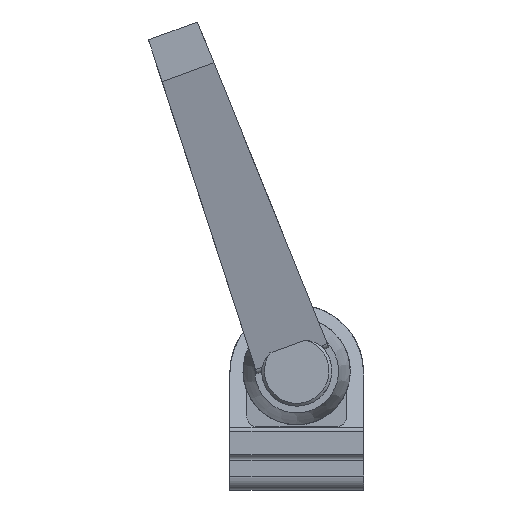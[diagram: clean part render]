
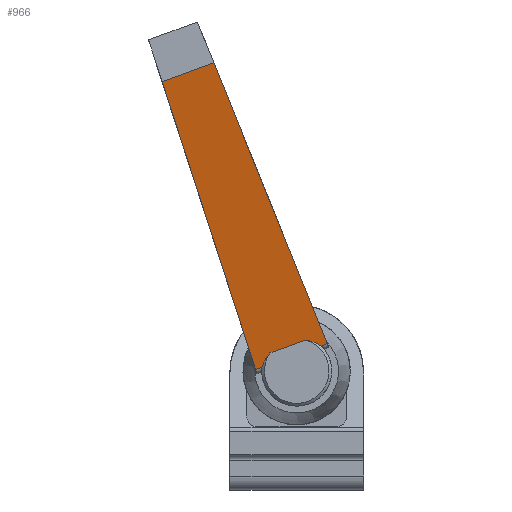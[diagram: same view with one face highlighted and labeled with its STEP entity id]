
A CAD part, top view. The second image highlights one B-rep face of the part: STEP entity #966.
In plain terms, the highlighted face is planar.
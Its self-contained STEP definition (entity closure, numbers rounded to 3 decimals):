
#966=ADVANCED_FACE('',(#1100),#1101,.F.);
#1100=FACE_OUTER_BOUND('',#1314,.T.);
#1101=PLANE('',#1315);
#1314=EDGE_LOOP('',(#1772,#1773,#1774,#1775,#1776,#1777,#1778,#1779));
#1315=AXIS2_PLACEMENT_3D('',#1780,#1781,#1782);
#1772=ORIENTED_EDGE('',*,*,#2204,.F.);
#1773=ORIENTED_EDGE('',*,*,#2203,.F.);
#1774=ORIENTED_EDGE('',*,*,#2252,.F.);
#1775=ORIENTED_EDGE('',*,*,#2297,.T.);
#1776=ORIENTED_EDGE('',*,*,#2233,.F.);
#1777=ORIENTED_EDGE('',*,*,#2272,.F.);
#1778=ORIENTED_EDGE('',*,*,#2206,.F.);
#1779=ORIENTED_EDGE('',*,*,#2209,.F.);
#1780=CARTESIAN_POINT('',(-13.0,57.1,6.91));
#1781=DIRECTION('',(0.971,0.241,0.0));
#1782=DIRECTION('',(-0.241,0.971,0.0));
#2203=EDGE_CURVE('',#2446,#2443,#2448,.T.);
#2204=EDGE_CURVE('',#2443,#2449,#2450,.F.);
#2206=EDGE_CURVE('',#2451,#2453,#2454,.F.);
#2209=EDGE_CURVE('',#2449,#2451,#2458,.T.);
#2233=EDGE_CURVE('',#2500,#2502,#2503,.T.);
#2252=EDGE_CURVE('',#2534,#2446,#2536,.T.);
#2272=EDGE_CURVE('',#2453,#2500,#2565,.T.);
#2297=EDGE_CURVE('',#2534,#2502,#2600,.T.);
#2443=VERTEX_POINT('',#2877);
#2446=VERTEX_POINT('',#2888);
#2448=LINE('',#2890,#2891);
#2449=VERTEX_POINT('',#2892);
#2450=ELLIPSE('',#2893,7.648,7.191);
#2451=VERTEX_POINT('',#2894);
#2453=VERTEX_POINT('',#2896);
#2454=ELLIPSE('',#2897,7.648,7.191);
#2458=LINE('',#2904,#2905);
#2500=VERTEX_POINT('',#2977);
#2502=VERTEX_POINT('',#2979);
#2503=LINE('',#2980,#2981);
#2534=VERTEX_POINT('',#3029);
#2536=LINE('',#3032,#3033);
#2565=LINE('',#3082,#3083);
#2600=LINE('',#3142,#3143);
#2877=CARTESIAN_POINT('',(0.482,2.759,5.643));
#2888=CARTESIAN_POINT('',(0.482,2.759,6.849));
#2890=CARTESIAN_POINT('',(0.482,2.759,6.91));
#2891=VECTOR('',#3437,1.0);
#2892=CARTESIAN_POINT('',(0.0,4.701,3.398));
#2893=AXIS2_PLACEMENT_3D('',#3438,#3439,#3440);
#2894=CARTESIAN_POINT('',(0.0,4.701,-3.398));
#2896=CARTESIAN_POINT('',(0.482,2.759,-5.643));
#2897=AXIS2_PLACEMENT_3D('',#3444,#3445,#3446);
#2904=CARTESIAN_POINT('',(0.0,4.701,6.91));
#2905=VECTOR('',#3450,1.0);
#2977=CARTESIAN_POINT('',(0.482,2.759,-6.849));
#2979=CARTESIAN_POINT('',(-13.0,57.1,-4.951));
#2980=CARTESIAN_POINT('',(-13.097,57.49,-4.937));
#2981=VECTOR('',#3478,1.0);
#3029=CARTESIAN_POINT('',(-13.0,57.1,4.951));
#3032=CARTESIAN_POINT('',(-12.984,57.036,4.953));
#3033=VECTOR('',#3508,1.0);
#3082=CARTESIAN_POINT('',(0.482,2.759,6.91));
#3083=VECTOR('',#3533,1.0);
#3142=CARTESIAN_POINT('',(-13.0,57.1,6.91));
#3143=VECTOR('',#3573,1.0);
#3437=DIRECTION('',(0.0,0.0,-1.0));
#3438=CARTESIAN_POINT('',(1.623,-1.842,0.0));
#3439=DIRECTION('',(0.971,0.241,0.0));
#3440=DIRECTION('',(0.241,-0.971,0.0));
#3444=CARTESIAN_POINT('',(1.623,-1.842,0.0));
#3445=DIRECTION('',(0.971,0.241,0.0));
#3446=DIRECTION('',(0.241,-0.971,0.0));
#3450=DIRECTION('',(0.0,0.0,-1.0));
#3478=DIRECTION('',(-0.241,0.97,0.034));
#3508=DIRECTION('',(0.241,-0.97,0.034));
#3533=DIRECTION('',(0.0,0.0,-1.0));
#3573=DIRECTION('',(0.0,0.0,-1.0));
